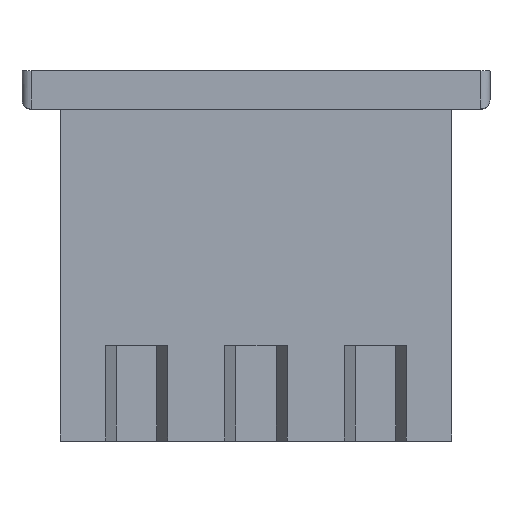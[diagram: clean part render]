
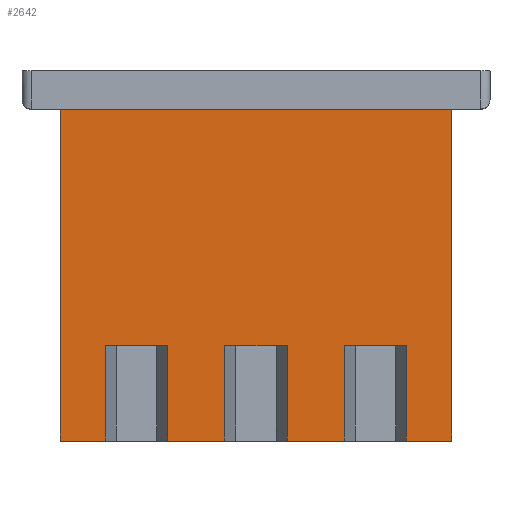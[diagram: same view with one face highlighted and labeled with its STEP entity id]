
A CAD part, top view. The second image highlights one B-rep face of the part: STEP entity #2642.
In plain terms, the highlighted planar face has unit normal (0, 0, 1).
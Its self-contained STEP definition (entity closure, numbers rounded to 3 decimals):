
#39 = EDGE_CURVE ( 'NONE', #400, #2619, #812, .T. ) ;
#56 = LINE ( 'NONE', #327, #592 ) ;
#83 = VERTEX_POINT ( 'NONE', #679 ) ;
#86 = CARTESIAN_POINT ( 'NONE',  ( -0.65, 2., 2.05 ) ) ;
#121 = CARTESIAN_POINT ( 'NONE',  ( -0.65, 0., 2.05 ) ) ;
#124 = VECTOR ( 'NONE', #257, 1000. ) ;
#209 = CARTESIAN_POINT ( 'NONE',  ( -4.1, 0., 2.05 ) ) ;
#241 = CARTESIAN_POINT ( 'NONE',  ( -0.65, 2., 2.05 ) ) ;
#255 = DIRECTION ( 'NONE',  ( -1., 0., 0. ) ) ;
#257 = DIRECTION ( 'NONE',  ( 0., -1., 0. ) ) ;
#284 = CARTESIAN_POINT ( 'NONE',  ( 0.65, 2., 2.05 ) ) ;
#287 = EDGE_LOOP ( 'NONE', ( #1984, #1705, #1951, #1474, #2276, #810, #948, #602, #2310, #1480, #2366, #2815, #1802, #2803, #2496, #1692 ) ) ;
#295 = VERTEX_POINT ( 'NONE', #1185 ) ;
#297 = VERTEX_POINT ( 'NONE', #2493 ) ;
#301 = DIRECTION ( 'NONE',  ( -1., 0., 0. ) ) ;
#327 = CARTESIAN_POINT ( 'NONE',  ( -0.65, 2., 2.05 ) ) ;
#335 = CARTESIAN_POINT ( 'NONE',  ( -4.1, 0., 2.05 ) ) ;
#358 = VECTOR ( 'NONE', #715, 1000. ) ;
#362 = CARTESIAN_POINT ( 'NONE',  ( 0.65, 2., 2.05 ) ) ;
#371 = VECTOR ( 'NONE', #301, 1000. ) ;
#379 = PLANE ( 'NONE',  #2357 ) ;
#400 = VERTEX_POINT ( 'NONE', #1091 ) ;
#405 = VERTEX_POINT ( 'NONE', #284 ) ;
#432 = VECTOR ( 'NONE', #2083, 1000. ) ;
#475 = CARTESIAN_POINT ( 'NONE',  ( -4.1, 0., 2.05 ) ) ;
#491 = EDGE_CURVE ( 'NONE', #760, #297, #1904, .T. ) ;
#518 = CARTESIAN_POINT ( 'NONE',  ( 4.1, 0., 2.05 ) ) ;
#531 = DIRECTION ( 'NONE',  ( -1., 0., 0. ) ) ;
#541 = LINE ( 'NONE', #2248, #1630 ) ;
#551 = DIRECTION ( 'NONE',  ( 0., -1., 0. ) ) ;
#592 = VECTOR ( 'NONE', #531, 1000. ) ;
#594 = CARTESIAN_POINT ( 'NONE',  ( -1.85, 0., 2.05 ) ) ;
#602 = ORIENTED_EDGE ( 'NONE', *, *, #1714, .T. ) ;
#668 = CARTESIAN_POINT ( 'NONE',  ( -3.15, 2., 2.05 ) ) ;
#679 = CARTESIAN_POINT ( 'NONE',  ( 0.65, 0., 2.05 ) ) ;
#715 = DIRECTION ( 'NONE',  ( 1., 0., 0. ) ) ;
#720 = DIRECTION ( 'NONE',  ( 0., 1., 0. ) ) ;
#749 = VERTEX_POINT ( 'NONE', #121 ) ;
#760 = VERTEX_POINT ( 'NONE', #1429 ) ;
#785 = EDGE_CURVE ( 'NONE', #1592, #295, #2670, .T. ) ;
#791 = LINE ( 'NONE', #2231, #1542 ) ;
#810 = ORIENTED_EDGE ( 'NONE', *, *, #785, .T. ) ;
#812 = LINE ( 'NONE', #1694, #1431 ) ;
#892 = LINE ( 'NONE', #209, #2522 ) ;
#922 = LINE ( 'NONE', #475, #358 ) ;
#948 = ORIENTED_EDGE ( 'NONE', *, *, #2770, .T. ) ;
#989 = DIRECTION ( 'NONE',  ( 1., 0., 0. ) ) ;
#1076 = EDGE_CURVE ( 'NONE', #1078, #400, #541, .T. ) ;
#1078 = VERTEX_POINT ( 'NONE', #1992 ) ;
#1091 = CARTESIAN_POINT ( 'NONE',  ( -4.1, 6.95, 2.05 ) ) ;
#1102 = VERTEX_POINT ( 'NONE', #2675 ) ;
#1185 = CARTESIAN_POINT ( 'NONE',  ( 3.15, 0., 2.05 ) ) ;
#1256 = DIRECTION ( 'NONE',  ( -1., 0., 0. ) ) ;
#1281 = EDGE_CURVE ( 'NONE', #1592, #760, #1453, .T. ) ;
#1284 = DIRECTION ( 'NONE',  ( 0., -1., 0. ) ) ;
#1305 = LINE ( 'NONE', #518, #2033 ) ;
#1372 = FACE_OUTER_BOUND ( 'NONE', #287, .T. ) ;
#1425 = VERTEX_POINT ( 'NONE', #594 ) ;
#1429 = CARTESIAN_POINT ( 'NONE',  ( 1.85, 2., 2.05 ) ) ;
#1431 = VECTOR ( 'NONE', #2166, 1000. ) ;
#1449 = VECTOR ( 'NONE', #2100, 1000. ) ;
#1453 = LINE ( 'NONE', #2268, #371 ) ;
#1466 = EDGE_CURVE ( 'NONE', #405, #83, #2622, .T. ) ;
#1474 = ORIENTED_EDGE ( 'NONE', *, *, #491, .F. ) ;
#1476 = EDGE_CURVE ( 'NONE', #1078, #2807, #2136, .T. ) ;
#1480 = ORIENTED_EDGE ( 'NONE', *, *, #1076, .F. ) ;
#1490 = CARTESIAN_POINT ( 'NONE',  ( 4.1, 6.95, 2.05 ) ) ;
#1516 = VECTOR ( 'NONE', #551, 1000. ) ;
#1542 = VECTOR ( 'NONE', #255, 1000. ) ;
#1551 = EDGE_CURVE ( 'NONE', #2460, #1425, #1621, .T. ) ;
#1592 = VERTEX_POINT ( 'NONE', #2497 ) ;
#1621 = LINE ( 'NONE', #1643, #1516 ) ;
#1630 = VECTOR ( 'NONE', #2471, 1000. ) ;
#1643 = CARTESIAN_POINT ( 'NONE',  ( -1.85, 2., 2.05 ) ) ;
#1654 = EDGE_CURVE ( 'NONE', #83, #297, #2557, .T. ) ;
#1692 = ORIENTED_EDGE ( 'NONE', *, *, #2247, .F. ) ;
#1694 = CARTESIAN_POINT ( 'NONE',  ( -4.1, 6.95, 2.05 ) ) ;
#1704 = DIRECTION ( 'NONE',  ( 0., 0., -1. ) ) ;
#1705 = ORIENTED_EDGE ( 'NONE', *, *, #1466, .T. ) ;
#1714 = EDGE_CURVE ( 'NONE', #1102, #2619, #1305, .T. ) ;
#1737 = DIRECTION ( 'NONE',  ( 1., 0., 0. ) ) ;
#1792 = VECTOR ( 'NONE', #989, 1000. ) ;
#1795 = CARTESIAN_POINT ( 'NONE',  ( -3.15, 0., 2.05 ) ) ;
#1798 = DIRECTION ( 'NONE',  ( 0., -1., 0. ) ) ;
#1802 = ORIENTED_EDGE ( 'NONE', *, *, #2764, .F. ) ;
#1803 = CARTESIAN_POINT ( 'NONE',  ( 1.85, 2., 2.05 ) ) ;
#1812 = VERTEX_POINT ( 'NONE', #86 ) ;
#1904 = LINE ( 'NONE', #1803, #2535 ) ;
#1951 = ORIENTED_EDGE ( 'NONE', *, *, #1654, .T. ) ;
#1984 = ORIENTED_EDGE ( 'NONE', *, *, #2372, .F. ) ;
#1992 = CARTESIAN_POINT ( 'NONE',  ( -4.1, 0., 2.05 ) ) ;
#2033 = VECTOR ( 'NONE', #720, 1000. ) ;
#2059 = CARTESIAN_POINT ( 'NONE',  ( 3.15, 2., 2.05 ) ) ;
#2083 = DIRECTION ( 'NONE',  ( 0., -1., 0. ) ) ;
#2100 = DIRECTION ( 'NONE',  ( 1., 0., 0. ) ) ;
#2129 = VECTOR ( 'NONE', #1798, 1000. ) ;
#2136 = LINE ( 'NONE', #2325, #1449 ) ;
#2148 = CARTESIAN_POINT ( 'NONE',  ( -4.1, 0., 2.05 ) ) ;
#2162 = EDGE_CURVE ( 'NONE', #1425, #749, #892, .T. ) ;
#2166 = DIRECTION ( 'NONE',  ( 1., 0., 0. ) ) ;
#2174 = VECTOR ( 'NONE', #2771, 1000. ) ;
#2184 = EDGE_CURVE ( 'NONE', #2585, #2807, #2548, .T. ) ;
#2231 = CARTESIAN_POINT ( 'NONE',  ( -3.15, 2., 2.05 ) ) ;
#2247 = EDGE_CURVE ( 'NONE', #1812, #749, #2479, .T. ) ;
#2248 = CARTESIAN_POINT ( 'NONE',  ( -4.1, 0., 2.05 ) ) ;
#2268 = CARTESIAN_POINT ( 'NONE',  ( 1.85, 2., 2.05 ) ) ;
#2276 = ORIENTED_EDGE ( 'NONE', *, *, #1281, .F. ) ;
#2310 = ORIENTED_EDGE ( 'NONE', *, *, #39, .F. ) ;
#2316 = CARTESIAN_POINT ( 'NONE',  ( -1.85, 2., 2.05 ) ) ;
#2325 = CARTESIAN_POINT ( 'NONE',  ( -4.1, 0., 2.05 ) ) ;
#2357 = AXIS2_PLACEMENT_3D ( 'NONE', #2148, #1704, #1256 ) ;
#2366 = ORIENTED_EDGE ( 'NONE', *, *, #1476, .T. ) ;
#2372 = EDGE_CURVE ( 'NONE', #405, #1812, #56, .T. ) ;
#2460 = VERTEX_POINT ( 'NONE', #2316 ) ;
#2471 = DIRECTION ( 'NONE',  ( 0., 1., 0. ) ) ;
#2479 = LINE ( 'NONE', #241, #124 ) ;
#2493 = CARTESIAN_POINT ( 'NONE',  ( 1.85, 0., 2.05 ) ) ;
#2496 = ORIENTED_EDGE ( 'NONE', *, *, #2162, .T. ) ;
#2497 = CARTESIAN_POINT ( 'NONE',  ( 3.15, 2., 2.05 ) ) ;
#2522 = VECTOR ( 'NONE', #1737, 1000. ) ;
#2535 = VECTOR ( 'NONE', #1284, 1000. ) ;
#2548 = LINE ( 'NONE', #668, #2129 ) ;
#2557 = LINE ( 'NONE', #335, #1792 ) ;
#2585 = VERTEX_POINT ( 'NONE', #2782 ) ;
#2619 = VERTEX_POINT ( 'NONE', #1490 ) ;
#2622 = LINE ( 'NONE', #362, #2174 ) ;
#2642 = ADVANCED_FACE ( 'NONE', ( #1372 ), #379, .F. ) ;
#2670 = LINE ( 'NONE', #2059, #432 ) ;
#2675 = CARTESIAN_POINT ( 'NONE',  ( 4.1, 0., 2.05 ) ) ;
#2764 = EDGE_CURVE ( 'NONE', #2460, #2585, #791, .T. ) ;
#2770 = EDGE_CURVE ( 'NONE', #295, #1102, #922, .T. ) ;
#2771 = DIRECTION ( 'NONE',  ( 0., -1., 0. ) ) ;
#2782 = CARTESIAN_POINT ( 'NONE',  ( -3.15, 2., 2.05 ) ) ;
#2803 = ORIENTED_EDGE ( 'NONE', *, *, #1551, .T. ) ;
#2807 = VERTEX_POINT ( 'NONE', #1795 ) ;
#2815 = ORIENTED_EDGE ( 'NONE', *, *, #2184, .F. ) ;
